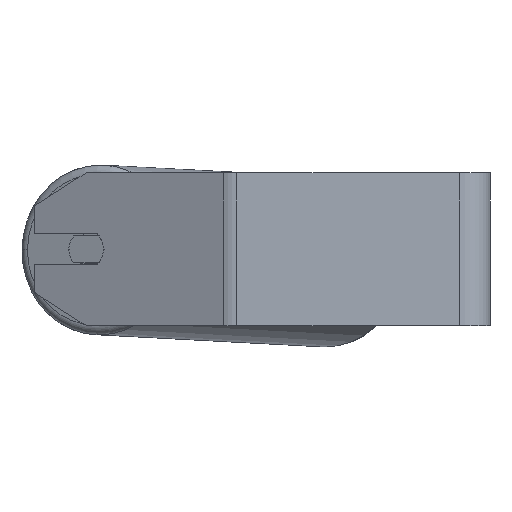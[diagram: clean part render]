
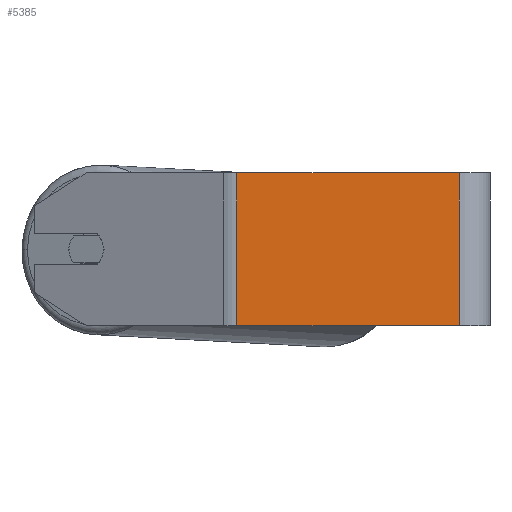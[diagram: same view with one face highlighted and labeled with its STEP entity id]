
A CAD part, left-side view. The second image highlights one B-rep face of the part: STEP entity #5385.
In plain terms, the highlighted planar face has unit normal (-1, 0, 0).
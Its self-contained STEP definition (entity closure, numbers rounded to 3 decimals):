
#406 = VERTEX_POINT ( 'NONE', #3700 ) ;
#895 = ORIENTED_EDGE ( 'NONE', *, *, #3483, .F. ) ;
#951 = LINE ( 'NONE', #6354, #5427 ) ;
#1078 = DIRECTION ( 'NONE',  ( 0., 0., -1. ) ) ;
#1079 = VERTEX_POINT ( 'NONE', #3127 ) ;
#1107 = VERTEX_POINT ( 'NONE', #4799 ) ;
#1145 = CARTESIAN_POINT ( 'NONE',  ( -330., 132.599, 40. ) ) ;
#1148 = VECTOR ( 'NONE', #4912, 1000. ) ;
#1246 = ORIENTED_EDGE ( 'NONE', *, *, #4006, .F. ) ;
#3127 = CARTESIAN_POINT ( 'NONE',  ( -330., 16., 40. ) ) ;
#3269 = VECTOR ( 'NONE', #6314, 1000. ) ;
#3483 = EDGE_CURVE ( 'NONE', #1079, #6746, #6631, .T. ) ;
#3662 = DIRECTION ( 'NONE',  ( 0., -1., 0. ) ) ;
#3679 = ORIENTED_EDGE ( 'NONE', *, *, #4480, .T. ) ;
#3700 = CARTESIAN_POINT ( 'NONE',  ( -330., 132.599, -40. ) ) ;
#3898 = CARTESIAN_POINT ( 'NONE',  ( -330., 16., 40. ) ) ;
#4006 = EDGE_CURVE ( 'NONE', #1107, #1079, #5705, .T. ) ;
#4176 = CARTESIAN_POINT ( 'NONE',  ( -330., 136.146, 40. ) ) ;
#4399 = VECTOR ( 'NONE', #6596, 1000. ) ;
#4443 = ORIENTED_EDGE ( 'NONE', *, *, #5020, .T. ) ;
#4480 = EDGE_CURVE ( 'NONE', #1107, #406, #5338, .T. ) ;
#4799 = CARTESIAN_POINT ( 'NONE',  ( -330., 132.599, 40. ) ) ;
#4912 = DIRECTION ( 'NONE',  ( 0., 0., -1. ) ) ;
#5020 = EDGE_CURVE ( 'NONE', #406, #6746, #951, .T. ) ;
#5338 = LINE ( 'NONE', #1145, #1148 ) ;
#5385 = ADVANCED_FACE ( 'NONE', ( #6861 ), #6970, .F. ) ;
#5427 = VECTOR ( 'NONE', #3662, 1000. ) ;
#5705 = LINE ( 'NONE', #6171, #3269 ) ;
#5792 = EDGE_LOOP ( 'NONE', ( #4443, #895, #1246, #3679 ) ) ;
#6093 = CARTESIAN_POINT ( 'NONE',  ( -330., 16., -40. ) ) ;
#6171 = CARTESIAN_POINT ( 'NONE',  ( -330., 136.146, 40. ) ) ;
#6233 = AXIS2_PLACEMENT_3D ( 'NONE', #4176, #6451, #1078 ) ;
#6314 = DIRECTION ( 'NONE',  ( 0., -1., 0. ) ) ;
#6354 = CARTESIAN_POINT ( 'NONE',  ( -330., 136.146, -40. ) ) ;
#6451 = DIRECTION ( 'NONE',  ( 1., 0., 0. ) ) ;
#6596 = DIRECTION ( 'NONE',  ( 0., 0., -1. ) ) ;
#6631 = LINE ( 'NONE', #3898, #4399 ) ;
#6746 = VERTEX_POINT ( 'NONE', #6093 ) ;
#6861 = FACE_OUTER_BOUND ( 'NONE', #5792, .T. ) ;
#6970 = PLANE ( 'NONE',  #6233 ) ;
